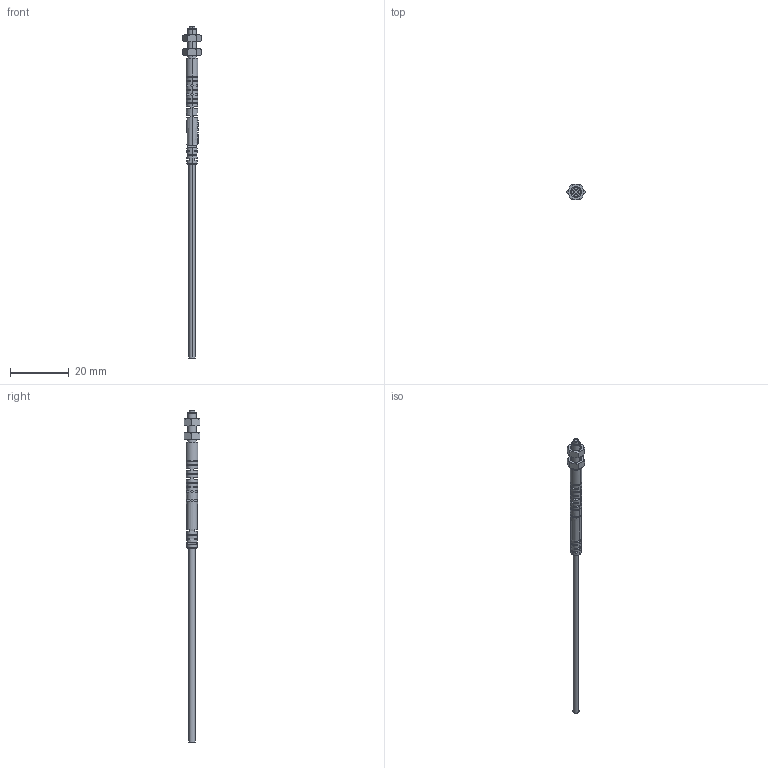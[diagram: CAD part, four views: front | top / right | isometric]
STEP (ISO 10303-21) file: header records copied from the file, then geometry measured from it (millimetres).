
FILE_DESCRIPTION((''),'2;1');
FILE_NAME('CAD2445_SW0001','2016-09-14T',('cmozuch'),(''),'PRO/ENGINEER BY PARAMETRIC TECHNOLOGY CORPORATION, 2015440','PRO/ENGINEER BY PARAMETRIC TECHNOLOGY CORPORATION, 2015440','');
FILE_SCHEMA(('CONFIG_CONTROL_DESIGN'));
Length unit declared in the file: millimetre
Products named in the file (1): CAD2445_SW0001
Bounding box: 6.24 x 5.4 x 113.04 mm (x, y, z)
Volume: 772.4 mm3; surface area: 1297.1 mm2
Topology: 1 solids, 1 shells, 239 faces, 545 edges, 338 vertices
Faces by surface type: plane 98, cylinder 92, cone 45, extrusion 4
Entity records: 11473 total; most frequent: CARTESIAN_POINT 4520, ORIENTED_EDGE 1090, DIRECTION 1022, EDGE_CURVE 545, AXIS2_PLACEMENT_3D 413, VERTEX_POINT 338, EDGE_LOOP 269, PRESENTATION_STYLE_ASSIGNMENT 242
